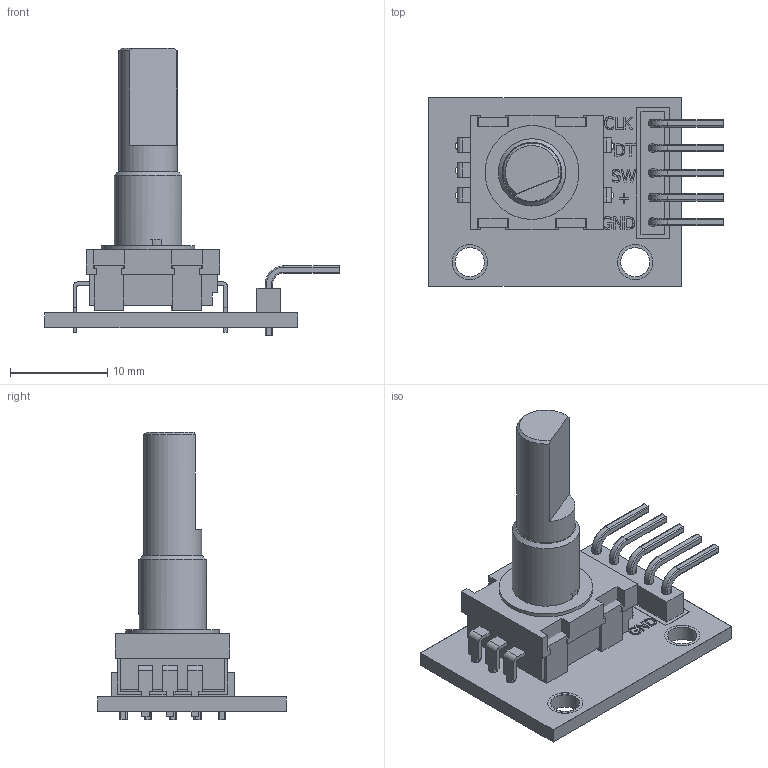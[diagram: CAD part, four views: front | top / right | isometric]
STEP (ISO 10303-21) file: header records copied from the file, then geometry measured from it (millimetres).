
FILE_DESCRIPTION(('FreeCAD Model'),'2;1');
FILE_NAME('Open CASCADE Shape Model','2024-03-29T14:52:34',('Author'),( ''),'Open CASCADE STEP processor 7.6','FreeCAD','Unknown');
FILE_SCHEMA(('AUTOMOTIVE_DESIGN { 1 0 10303 214 1 1 1 1 }'));
Length unit declared in the file: millimetre
Products named in the file (25): rotary encoder_17mm_hole_spc v3; pcb; mtg flange; body_encoder; 5 pin header; 90d pin_header; decal_encoder015; decal_encoder; decal_encoder001; decal_encoder002; decal_encoder003; decal_encoder004; decal_encoder005; decal_encoder006; decal_encoder007; decal_encoder008; decal_encoder009; decal_encoder010; decal_encoder011; decal_encoder012; decal_encoder013; decal_encoder014; body_2; pins_encoder body_2; shaft_encoder
Assembly tree (35 placements, depth 3):
  rotary encoder_17mm_hole_spc v3
    pcb
    mtg flange
    body_encoder
    5 pin header
    90d pin_header  x5
    decal_encoder015
      decal_encoder
      decal_encoder001
      decal_encoder002
      decal_encoder003
      decal_encoder004
      decal_encoder005
      decal_encoder006
      decal_encoder007
      decal_encoder008
      decal_encoder009
      decal_encoder010
      decal_encoder011
      decal_encoder012
      decal_encoder013
      decal_encoder014
    body_2  x4
    pins_encoder body_2  x5
    shaft_encoder
Bounding box: 30.28 x 19.33 x 29.57 mm (x, y, z)
Volume: 2344.4 mm3; surface area: 4421.3 mm2
Topology: 34 solids, 34 shells, 522 faces, 1312 edges, 861 vertices
Faces by surface type: plane 333, cylinder 105, bspline 62, torus 20, cone 2
Full cylindrical faces by diameter (mm): 0.762 x15, 0.889 x15, 2.972 x1, 2.997 x1, 3 x6, 3.629 x1, 3.632 x1, 5.969 x1, 6.909 x1, 9.652 x1
Entity records: 11788 total; most frequent: CARTESIAN_POINT 2671, ORIENTED_EDGE 1776, DIRECTION 1532, EDGE_CURVE 888, LINE 636, VECTOR 636, VERTEX_POINT 589, AXIS2_PLACEMENT_3D 448
